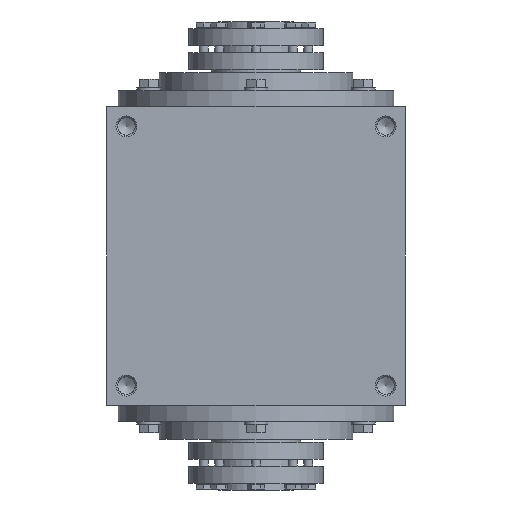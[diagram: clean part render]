
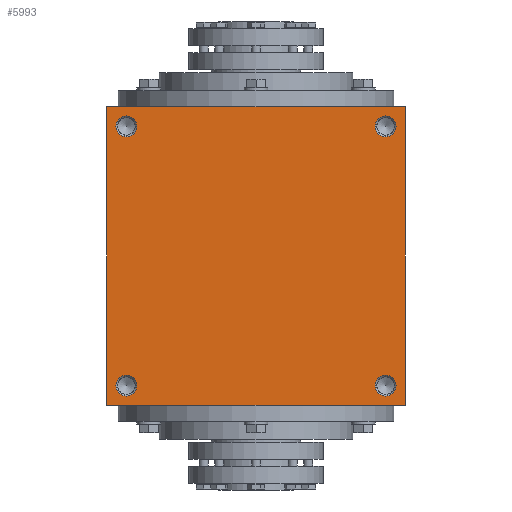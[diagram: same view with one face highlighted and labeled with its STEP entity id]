
A CAD part, left-side view. The second image highlights one B-rep face of the part: STEP entity #5993.
In plain terms, the highlighted face is planar.
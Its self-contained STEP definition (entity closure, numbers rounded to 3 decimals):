
#692=CIRCLE('',#8257,7.);
#693=CIRCLE('',#8258,7.);
#694=CIRCLE('',#8259,7.);
#695=CIRCLE('',#8260,7.);
#1729=ORIENTED_EDGE('',*,*,#2911,.F.);
#1730=ORIENTED_EDGE('',*,*,#2912,.T.);
#1731=ORIENTED_EDGE('',*,*,#2913,.F.);
#1732=ORIENTED_EDGE('',*,*,#2914,.T.);
#1733=ORIENTED_EDGE('',*,*,#2878,.F.);
#1734=ORIENTED_EDGE('',*,*,#2901,.F.);
#1735=ORIENTED_EDGE('',*,*,#2894,.F.);
#1736=ORIENTED_EDGE('',*,*,#2886,.F.);
#2878=EDGE_CURVE('',#3510,#3511,#3896,.T.);
#2886=EDGE_CURVE('',#3511,#3518,#3900,.T.);
#2894=EDGE_CURVE('',#3518,#3525,#3903,.T.);
#2901=EDGE_CURVE('',#3525,#3510,#3906,.T.);
#2911=EDGE_CURVE('',#3539,#3539,#692,.T.);
#2912=EDGE_CURVE('',#3540,#3540,#693,.T.);
#2913=EDGE_CURVE('',#3541,#3541,#694,.T.);
#2914=EDGE_CURVE('',#3542,#3542,#695,.T.);
#3510=VERTEX_POINT('',#11876);
#3511=VERTEX_POINT('',#11877);
#3518=VERTEX_POINT('',#11893);
#3525=VERTEX_POINT('',#11909);
#3539=VERTEX_POINT('',#11943);
#3540=VERTEX_POINT('',#11945);
#3541=VERTEX_POINT('',#11947);
#3542=VERTEX_POINT('',#11949);
#3896=LINE('',#11875,#4244);
#3900=LINE('',#11892,#4248);
#3903=LINE('',#11908,#4251);
#3906=LINE('',#11922,#4254);
#4244=VECTOR('',#9622,1000.);
#4248=VECTOR('',#9636,1000.);
#4251=VECTOR('',#9651,1000.);
#4254=VECTOR('',#9664,1000.);
#4700=EDGE_LOOP('',(#1729));
#4701=EDGE_LOOP('',(#1730));
#4702=EDGE_LOOP('',(#1731));
#4703=EDGE_LOOP('',(#1732));
#4704=EDGE_LOOP('',(#1733,#1734,#1735,#1736));
#5290=FACE_BOUND('',#4700,.T.);
#5291=FACE_BOUND('',#4701,.T.);
#5292=FACE_BOUND('',#4702,.T.);
#5293=FACE_BOUND('',#4703,.T.);
#5294=FACE_BOUND('',#4704,.T.);
#5698=PLANE('',#8256);
#5993=ADVANCED_FACE('',(#5290,#5291,#5292,#5293,#5294),#5698,.F.);
#8256=AXIS2_PLACEMENT_3D('',#11941,#9680,#9681);
#8257=AXIS2_PLACEMENT_3D('',#11942,#9682,#9683);
#8258=AXIS2_PLACEMENT_3D('',#11944,#9684,#9685);
#8259=AXIS2_PLACEMENT_3D('',#11946,#9686,#9687);
#8260=AXIS2_PLACEMENT_3D('',#11948,#9688,#9689);
#9622=DIRECTION('',(0.,-1.,0.));
#9636=DIRECTION('',(1.,0.,0.));
#9651=DIRECTION('',(0.,1.,0.));
#9664=DIRECTION('',(-1.,0.,0.));
#9680=DIRECTION('',(0.,0.,1.));
#9681=DIRECTION('',(1.,0.,0.));
#9682=DIRECTION('',(0.,0.,-1.));
#9683=DIRECTION('',(-1.,0.,0.));
#9684=DIRECTION('',(0.,0.,1.));
#9685=DIRECTION('',(1.,0.,0.));
#9686=DIRECTION('',(0.,0.,-1.));
#9687=DIRECTION('',(-1.,0.,0.));
#9688=DIRECTION('',(0.,0.,1.));
#9689=DIRECTION('',(1.,0.,0.));
#11875=CARTESIAN_POINT('',(-100.,100.,-100.));
#11876=CARTESIAN_POINT('',(-100.,100.,-100.));
#11877=CARTESIAN_POINT('',(-100.,-100.,-100.));
#11892=CARTESIAN_POINT('',(-100.,-100.,-100.));
#11893=CARTESIAN_POINT('',(100.,-100.,-100.));
#11908=CARTESIAN_POINT('',(100.,-100.,-100.));
#11909=CARTESIAN_POINT('',(100.,100.,-100.));
#11922=CARTESIAN_POINT('',(100.,100.,-100.));
#11941=CARTESIAN_POINT('',(0.,0.,-100.));
#11942=CARTESIAN_POINT('',(-87.,87.,-100.));
#11943=CARTESIAN_POINT('',(-94.,87.,-100.));
#11944=CARTESIAN_POINT('',(87.,87.,-100.));
#11945=CARTESIAN_POINT('',(94.,87.,-100.));
#11946=CARTESIAN_POINT('',(-87.,-87.,-100.));
#11947=CARTESIAN_POINT('',(-94.,-87.,-100.));
#11948=CARTESIAN_POINT('',(87.,-87.,-100.));
#11949=CARTESIAN_POINT('',(94.,-87.,-100.));
